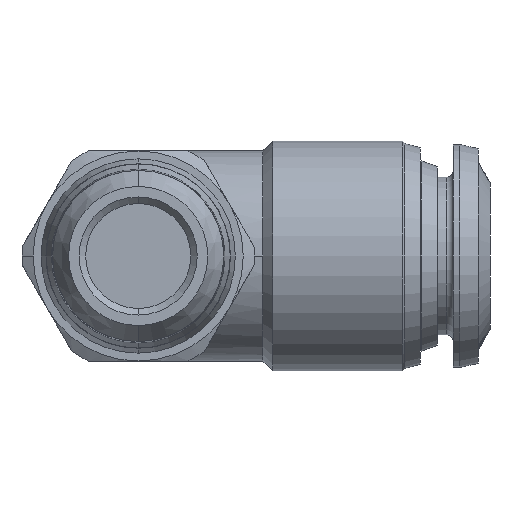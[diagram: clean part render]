
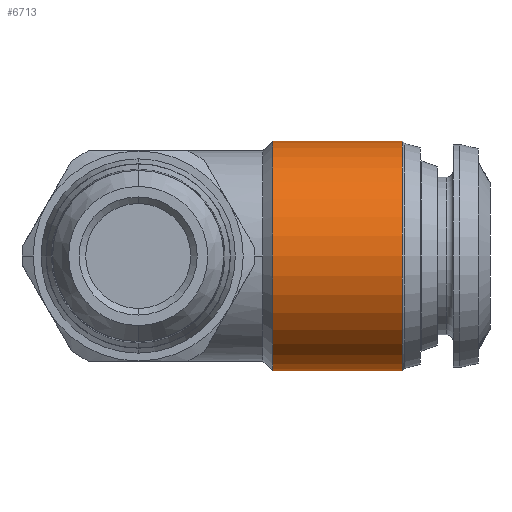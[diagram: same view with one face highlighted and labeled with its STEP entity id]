
A CAD part, front view. The second image highlights one B-rep face of the part: STEP entity #6713.
In plain terms, the highlighted cylindrical face has radius 8.75 mm (diameter 17.5 mm), a partial arc.
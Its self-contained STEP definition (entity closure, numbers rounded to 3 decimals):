
#55 = CARTESIAN_POINT ( 'NONE',  ( 10.25, 0., 8.75 ) ) ;
#590 = DIRECTION ( 'NONE',  ( -1., 0., 0. ) ) ;
#2203 = CARTESIAN_POINT ( 'NONE',  ( 10.25, 0., -8.75 ) ) ;
#2475 = LINE ( 'NONE', #18186, #8691 ) ;
#2530 = CIRCLE ( 'NONE', #13760, 8.75 ) ;
#2719 = ORIENTED_EDGE ( 'NONE', *, *, #13106, .T. ) ;
#3848 = CARTESIAN_POINT ( 'NONE',  ( 20.122, 0., 8.75 ) ) ;
#4309 = CARTESIAN_POINT ( 'NONE',  ( 20.122, 0., -8.75 ) ) ;
#5165 = DIRECTION ( 'NONE',  ( 0., 0., 1. ) ) ;
#5301 = VERTEX_POINT ( 'NONE', #2203 ) ;
#6012 = VERTEX_POINT ( 'NONE', #3848 ) ;
#6713 = ADVANCED_FACE ( 'NONE', ( #11261 ), #12206, .T. ) ;
#6777 = DIRECTION ( 'NONE',  ( -1., 0., 0. ) ) ;
#6849 = EDGE_CURVE ( 'NONE', #14167, #5301, #2475, .T. ) ;
#7201 = ORIENTED_EDGE ( 'NONE', *, *, #6849, .F. ) ;
#8578 = CARTESIAN_POINT ( 'NONE',  ( 10.25, 0., 0. ) ) ;
#8631 = EDGE_LOOP ( 'NONE', ( #7201, #16546, #2719, #14008 ) ) ;
#8691 = VECTOR ( 'NONE', #590, 1000. ) ;
#9330 = LINE ( 'NONE', #14535, #10489 ) ;
#10078 = DIRECTION ( 'NONE',  ( 0., 0., 1. ) ) ;
#10252 = VERTEX_POINT ( 'NONE', #55 ) ;
#10489 = VECTOR ( 'NONE', #11499, 1000. ) ;
#11261 = FACE_OUTER_BOUND ( 'NONE', #8631, .T. ) ;
#11499 = DIRECTION ( 'NONE',  ( -1., 0., 0. ) ) ;
#11642 = DIRECTION ( 'NONE',  ( -1., 0., 0. ) ) ;
#11807 = CIRCLE ( 'NONE', #18566, 8.75 ) ;
#12206 = CYLINDRICAL_SURFACE ( 'NONE', #12340, 8.75 ) ;
#12340 = AXIS2_PLACEMENT_3D ( 'NONE', #8578, #11642, #10078 ) ;
#13106 = EDGE_CURVE ( 'NONE', #6012, #10252, #9330, .T. ) ;
#13760 = AXIS2_PLACEMENT_3D ( 'NONE', #18516, #6777, #5165 ) ;
#14008 = ORIENTED_EDGE ( 'NONE', *, *, #15920, .F. ) ;
#14167 = VERTEX_POINT ( 'NONE', #4309 ) ;
#14535 = CARTESIAN_POINT ( 'NONE',  ( 10.25, 0., 8.75 ) ) ;
#14704 = DIRECTION ( 'NONE',  ( -1., 0., 0. ) ) ;
#15920 = EDGE_CURVE ( 'NONE', #5301, #10252, #11807, .T. ) ;
#16318 = CARTESIAN_POINT ( 'NONE',  ( 10.25, 0., 0. ) ) ;
#16546 = ORIENTED_EDGE ( 'NONE', *, *, #17772, .T. ) ;
#17675 = DIRECTION ( 'NONE',  ( 0., 0., -1. ) ) ;
#17772 = EDGE_CURVE ( 'NONE', #14167, #6012, #2530, .T. ) ;
#18186 = CARTESIAN_POINT ( 'NONE',  ( 10.25, 0., -8.75 ) ) ;
#18516 = CARTESIAN_POINT ( 'NONE',  ( 20.122, 0., 0. ) ) ;
#18566 = AXIS2_PLACEMENT_3D ( 'NONE', #16318, #14704, #17675 ) ;
